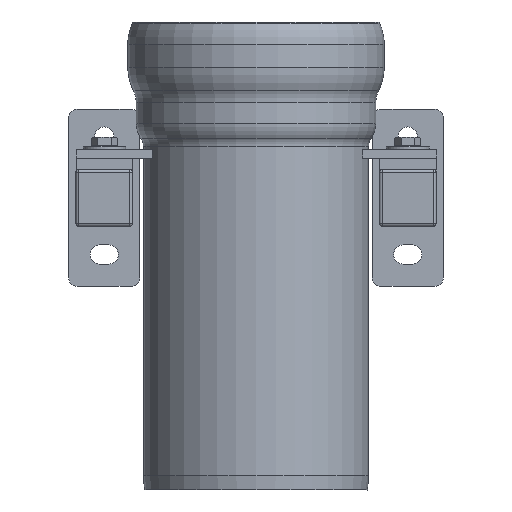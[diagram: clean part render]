
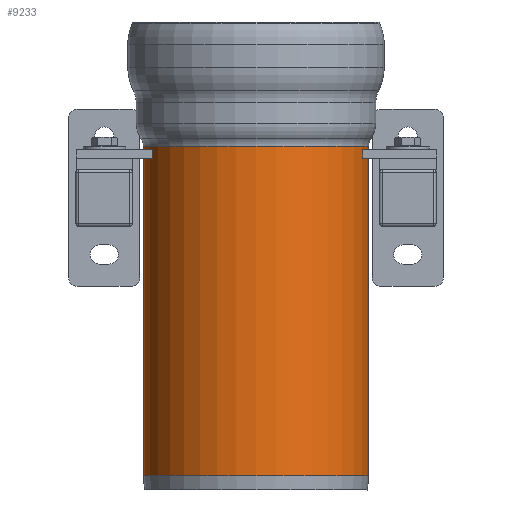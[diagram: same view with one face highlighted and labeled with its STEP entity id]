
A CAD part, front view. The second image highlights one B-rep face of the part: STEP entity #9233.
In plain terms, the highlighted cylindrical face has radius 79.5 mm (diameter 159 mm), a full revolution.
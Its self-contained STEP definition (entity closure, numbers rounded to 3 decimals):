
#903=FACE_OUTER_BOUND('',#1493,.T.);
#1493=EDGE_LOOP('',(#7624,#7625,#7626,#7627,#7628));
#2281=LINE('',#16311,#3099);
#3099=VECTOR('',#12227,79.5);
#3663=CIRCLE('',#10045,79.5);
#3664=CIRCLE('',#10046,79.5);
#3684=CIRCLE('',#10076,79.5);
#4372=VERTEX_POINT('',#16258);
#4373=VERTEX_POINT('',#16259);
#4388=VERTEX_POINT('',#16310);
#5486=EDGE_CURVE('',#4372,#4373,#3663,.T.);
#5487=EDGE_CURVE('',#4373,#4372,#3664,.T.);
#5512=EDGE_CURVE('',#4373,#4388,#2281,.T.);
#5513=EDGE_CURVE('',#4388,#4388,#3684,.T.);
#7624=ORIENTED_EDGE('',*,*,#5486,.F.);
#7625=ORIENTED_EDGE('',*,*,#5487,.F.);
#7626=ORIENTED_EDGE('',*,*,#5512,.T.);
#7627=ORIENTED_EDGE('',*,*,#5513,.T.);
#7628=ORIENTED_EDGE('',*,*,#5512,.F.);
#8834=CYLINDRICAL_SURFACE('',#10075,79.5);
#9233=ADVANCED_FACE('',(#903),#8834,.T.);
#10045=AXIS2_PLACEMENT_3D('',#16260,#12160,#12161);
#10046=AXIS2_PLACEMENT_3D('',#16261,#12162,#12163);
#10075=AXIS2_PLACEMENT_3D('',#16309,#12225,#12226);
#10076=AXIS2_PLACEMENT_3D('',#16312,#12228,#12229);
#12160=DIRECTION('center_axis',(0.,0.,1.));
#12161=DIRECTION('ref_axis',(-1.,0.,0.));
#12162=DIRECTION('center_axis',(0.,0.,1.));
#12163=DIRECTION('ref_axis',(-1.,0.,0.));
#12225=DIRECTION('center_axis',(0.,0.,1.));
#12226=DIRECTION('ref_axis',(-1.,0.,0.));
#12227=DIRECTION('',(0.,0.,-1.));
#12228=DIRECTION('center_axis',(0.,0.,1.));
#12229=DIRECTION('ref_axis',(-1.,0.,0.));
#16258=CARTESIAN_POINT('',(-2916.197,-208.5,426.655));
#16259=CARTESIAN_POINT('',(-2836.697,-288.,426.655));
#16260=CARTESIAN_POINT('Origin',(-2916.197,-288.,426.655));
#16261=CARTESIAN_POINT('Origin',(-2916.197,-288.,426.655));
#16309=CARTESIAN_POINT('Origin',(-2916.197,-288.,-814.635));
#16310=CARTESIAN_POINT('',(-2836.697,-288.,194.074));
#16311=CARTESIAN_POINT('',(-2836.697,-288.,-814.635));
#16312=CARTESIAN_POINT('Origin',(-2916.197,-288.,194.074));
